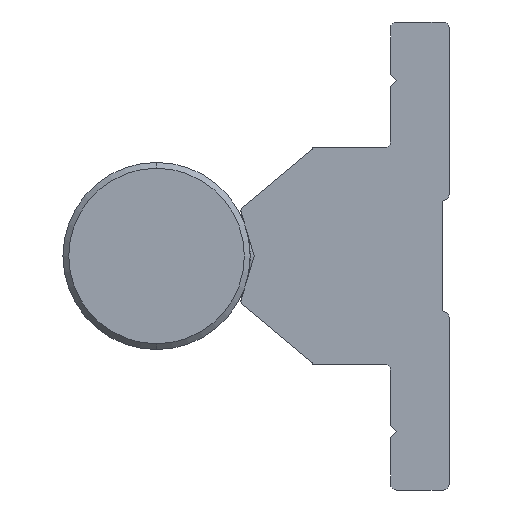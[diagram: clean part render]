
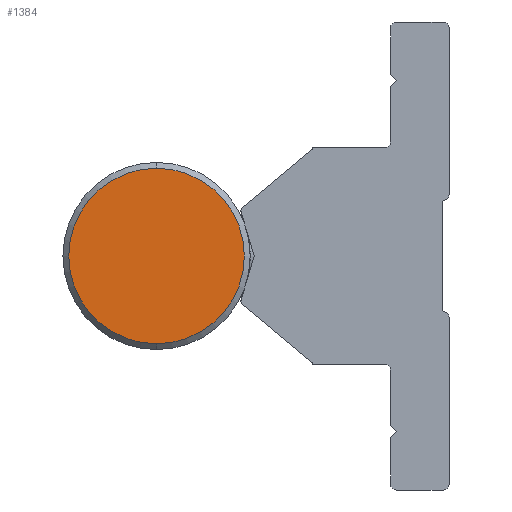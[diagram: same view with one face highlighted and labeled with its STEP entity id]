
A CAD part, left-side view. The second image highlights one B-rep face of the part: STEP entity #1384.
In plain terms, the highlighted planar face has unit normal (-1, 0, 0).
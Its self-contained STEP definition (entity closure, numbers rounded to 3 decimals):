
#42 = VERTEX_POINT ( 'NONE', #2996 ) ;
#201 = EDGE_LOOP ( 'NONE', ( #8156, #10687 ) ) ;
#790 = DIRECTION ( 'NONE',  ( -1., 0., 0. ) ) ;
#853 = CIRCLE ( 'NONE', #6383, 7.5 ) ;
#1301 = DIRECTION ( 'NONE',  ( -1., 0., 0. ) ) ;
#1384 = ADVANCED_FACE ( 'NONE', ( #11422 ), #9183, .T. ) ;
#1458 = CIRCLE ( 'NONE', #9517, 7.5 ) ;
#1846 = AXIS2_PLACEMENT_3D ( 'NONE', #12005, #790, #5550 ) ;
#2996 = CARTESIAN_POINT ( 'NONE',  ( 805., 0., 7.5 ) ) ;
#3196 = EDGE_CURVE ( 'NONE', #3310, #42, #1458, .T. ) ;
#3240 = CARTESIAN_POINT ( 'NONE',  ( 805., 0., 0. ) ) ;
#3310 = VERTEX_POINT ( 'NONE', #10537 ) ;
#5550 = DIRECTION ( 'NONE',  ( 0., 0., 1. ) ) ;
#5685 = DIRECTION ( 'NONE',  ( -1., 0., 0. ) ) ;
#6383 = AXIS2_PLACEMENT_3D ( 'NONE', #3240, #1301, #9750 ) ;
#7587 = CARTESIAN_POINT ( 'NONE',  ( 805., 0., 0. ) ) ;
#8156 = ORIENTED_EDGE ( 'NONE', *, *, #3196, .T. ) ;
#8565 = DIRECTION ( 'NONE',  ( 0., 0., 1. ) ) ;
#9183 = PLANE ( 'NONE',  #1846 ) ;
#9251 = EDGE_CURVE ( 'NONE', #42, #3310, #853, .T. ) ;
#9517 = AXIS2_PLACEMENT_3D ( 'NONE', #7587, #5685, #8565 ) ;
#9750 = DIRECTION ( 'NONE',  ( 0., 0., 1. ) ) ;
#10537 = CARTESIAN_POINT ( 'NONE',  ( 805., 0., -7.5 ) ) ;
#10687 = ORIENTED_EDGE ( 'NONE', *, *, #9251, .T. ) ;
#11422 = FACE_OUTER_BOUND ( 'NONE', #201, .T. ) ;
#12005 = CARTESIAN_POINT ( 'NONE',  ( 805., -25., -250. ) ) ;
